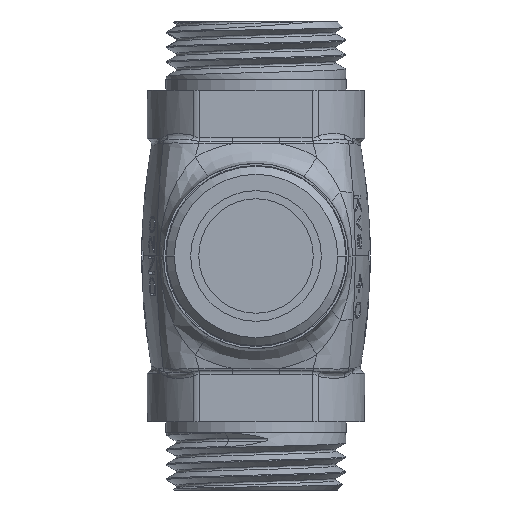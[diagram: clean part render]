
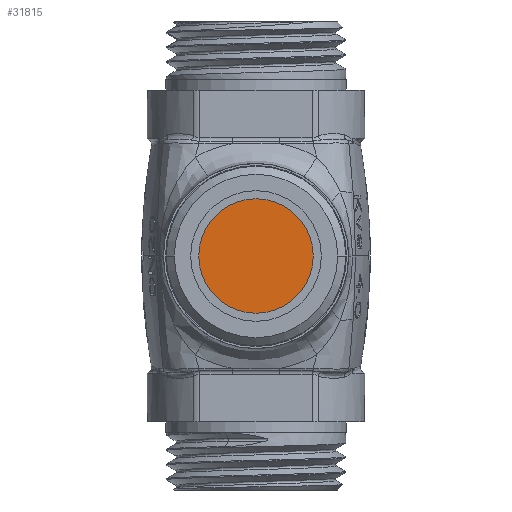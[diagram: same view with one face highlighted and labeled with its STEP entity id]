
A CAD part, front view. The second image highlights one B-rep face of the part: STEP entity #31815.
In plain terms, the highlighted planar face has unit normal (0, -1, 0).
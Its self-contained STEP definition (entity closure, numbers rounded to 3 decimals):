
#12772=CARTESIAN_POINT('',(0.,-14.2,0.));
#12773=DIRECTION('',(0.,1.,0.));
#12774=DIRECTION('',(0.,0.,-1.));
#12775=AXIS2_PLACEMENT_3D('',#12772,#12773,#12774);
#12777=CARTESIAN_POINT('',(0.,-14.2,0.));
#12778=DIRECTION('',(0.,-1.,0.));
#12779=DIRECTION('',(0.,0.,-1.));
#12780=AXIS2_PLACEMENT_3D('',#12777,#12778,#12779);
#14320=CARTESIAN_POINT('',(0.,-14.2,-13.725));
#14322=VERTEX_POINT('',#14320);
#14330=CARTESIAN_POINT('',(0.,-14.2,13.725));
#14332=VERTEX_POINT('',#14330);
#31806=CARTESIAN_POINT('',(0.,-14.2,0.));
#31807=DIRECTION('',(0.,-1.,0.));
#31808=DIRECTION('',(0.,0.,1.));
#31809=AXIS2_PLACEMENT_3D('',#31806,#31807,#31808);
#31810=PLANE('',#31809);
#31811=ORIENTED_EDGE('',*,*,#31801,.T.);
#31812=ORIENTED_EDGE('',*,*,#31785,.F.);
#31813=EDGE_LOOP('',(#31811,#31812));
#31814=FACE_OUTER_BOUND('',#31813,.F.);
#31815=ADVANCED_FACE('',(#31814),#31810,.T.);
#12776=CIRCLE('',#12775,13.725);
#12781=CIRCLE('',#12780,13.725);
#31785=EDGE_CURVE('',#14322,#14332,#12781,.T.);
#31801=EDGE_CURVE('',#14322,#14332,#12776,.T.);
